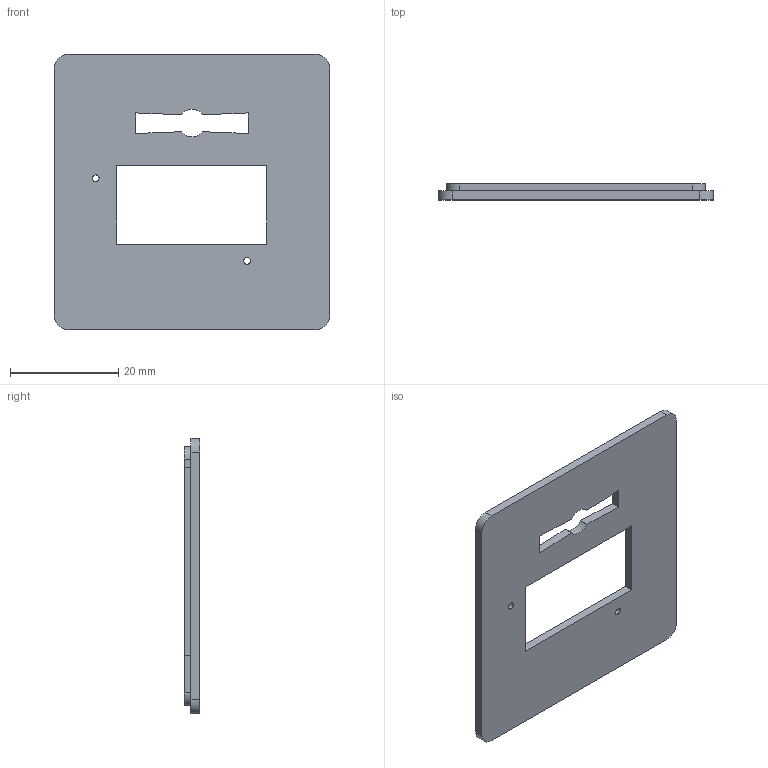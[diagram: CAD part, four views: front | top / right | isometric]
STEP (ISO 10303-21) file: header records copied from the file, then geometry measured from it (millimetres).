
FILE_DESCRIPTION (( 'STEP AP214' ), '1' );
FILE_NAME ('frontplate.STEP', '2024-11-09T18:39:27', ( '' ), ( '' ), 'SwSTEP 2.0', 'SolidWorks 2024', '' );
FILE_SCHEMA (( 'AUTOMOTIVE_DESIGN' ));
Length unit declared in the file: inch
Products named in the file (1): frontplate
Bounding box: 50.8 x 2.92 x 50.8 mm (x, y, z)
Volume: 3645 mm3; surface area: 5053.7 mm2
Topology: 1 solids, 1 shells, 55 faces, 153 edges, 102 vertices
Faces by surface type: plane 36, cylinder 19
Entity records: 1808 total; most frequent: CARTESIAN_POINT 311, ORIENTED_EDGE 306, DIRECTION 303, EDGE_CURVE 153, VECTOR 115, LINE 115, VERTEX_POINT 102, AXIS2_PLACEMENT_3D 94
